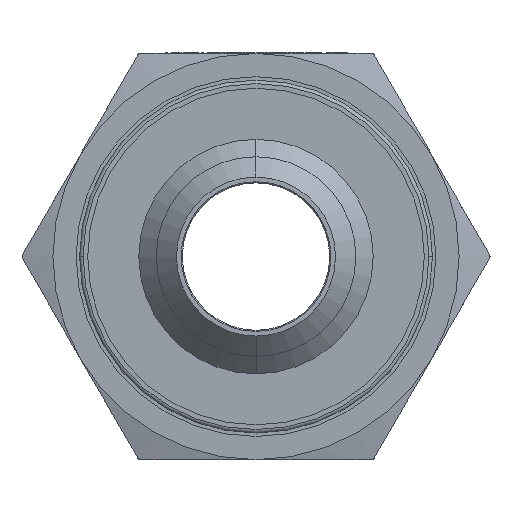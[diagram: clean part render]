
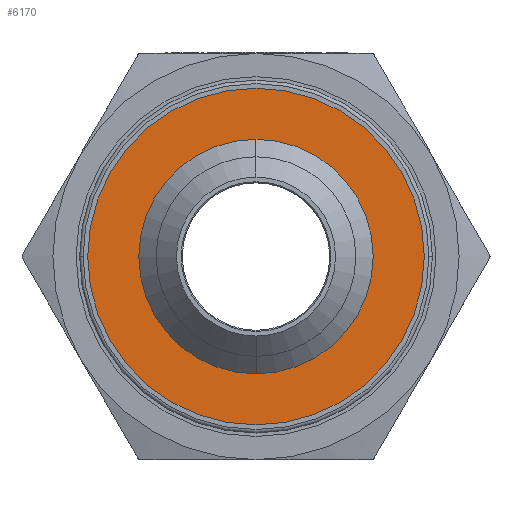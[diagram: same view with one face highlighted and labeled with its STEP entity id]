
A CAD part, left-side view. The second image highlights one B-rep face of the part: STEP entity #6170.
In plain terms, the highlighted planar face has unit normal (-1, 0, 0).
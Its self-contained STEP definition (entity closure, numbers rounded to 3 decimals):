
#48 = DIRECTION ( 'NONE',  ( 1., 0., 0. ) ) ;
#297 = EDGE_CURVE ( 'NONE', #8010, #2035, #4127, .T. ) ;
#550 = DIRECTION ( 'NONE',  ( 1., 0., 0. ) ) ;
#1079 = EDGE_CURVE ( 'NONE', #2959, #1366, #14298, .T. ) ;
#1366 = VERTEX_POINT ( 'NONE', #2527 ) ;
#1566 = CARTESIAN_POINT ( 'NONE',  ( -7.35, 0., 14.5 ) ) ;
#1695 = CARTESIAN_POINT ( 'NONE',  ( -7.35, 0., 0. ) ) ;
#1718 = ORIENTED_EDGE ( 'NONE', *, *, #1079, .T. ) ;
#2034 = CARTESIAN_POINT ( 'NONE',  ( -7.35, 0., 10.1 ) ) ;
#2035 = VERTEX_POINT ( 'NONE', #2034 ) ;
#2093 = DIRECTION ( 'NONE',  ( 0., 0., 1. ) ) ;
#2527 = CARTESIAN_POINT ( 'NONE',  ( -7.35, 0., -14.5 ) ) ;
#2959 = VERTEX_POINT ( 'NONE', #1566 ) ;
#3453 = EDGE_CURVE ( 'NONE', #2035, #8010, #9131, .T. ) ;
#4127 = CIRCLE ( 'NONE', #6113, 10.1 ) ;
#4496 = DIRECTION ( 'NONE',  ( 0., 0., 1. ) ) ;
#4703 = AXIS2_PLACEMENT_3D ( 'NONE', #9706, #9752, #2093 ) ;
#4895 = DIRECTION ( 'NONE',  ( 1., 0., 0. ) ) ;
#5670 = PLANE ( 'NONE',  #13680 ) ;
#6113 = AXIS2_PLACEMENT_3D ( 'NONE', #11292, #4895, #12507 ) ;
#6170 = ADVANCED_FACE ( 'NONE', ( #9660, #7669 ), #5670, .F. ) ;
#6820 = ORIENTED_EDGE ( 'NONE', *, *, #297, .T. ) ;
#7520 = AXIS2_PLACEMENT_3D ( 'NONE', #16142, #48, #11489 ) ;
#7669 = FACE_OUTER_BOUND ( 'NONE', #11785, .T. ) ;
#8010 = VERTEX_POINT ( 'NONE', #12246 ) ;
#8379 = CIRCLE ( 'NONE', #15354, 14.5 ) ;
#9131 = CIRCLE ( 'NONE', #7520, 10.1 ) ;
#9660 = FACE_BOUND ( 'NONE', #16343, .T. ) ;
#9706 = CARTESIAN_POINT ( 'NONE',  ( -7.35, 0., 0. ) ) ;
#9752 = DIRECTION ( 'NONE',  ( -1., 0., 0. ) ) ;
#9950 = EDGE_CURVE ( 'NONE', #1366, #2959, #8379, .T. ) ;
#10927 = CARTESIAN_POINT ( 'NONE',  ( -7.35, 0., 0. ) ) ;
#11292 = CARTESIAN_POINT ( 'NONE',  ( -7.35, 0., 0. ) ) ;
#11489 = DIRECTION ( 'NONE',  ( 0., 0., 1. ) ) ;
#11785 = EDGE_LOOP ( 'NONE', ( #1718, #13500 ) ) ;
#11939 = DIRECTION ( 'NONE',  ( 0., 1., 0. ) ) ;
#12246 = CARTESIAN_POINT ( 'NONE',  ( -7.35, 0., -10.1 ) ) ;
#12507 = DIRECTION ( 'NONE',  ( 0., 0., 1. ) ) ;
#13500 = ORIENTED_EDGE ( 'NONE', *, *, #9950, .T. ) ;
#13680 = AXIS2_PLACEMENT_3D ( 'NONE', #1695, #550, #11939 ) ;
#13720 = ORIENTED_EDGE ( 'NONE', *, *, #3453, .T. ) ;
#14298 = CIRCLE ( 'NONE', #4703, 14.5 ) ;
#14782 = DIRECTION ( 'NONE',  ( -1., 0., 0. ) ) ;
#15354 = AXIS2_PLACEMENT_3D ( 'NONE', #10927, #14782, #4496 ) ;
#16142 = CARTESIAN_POINT ( 'NONE',  ( -7.35, 0., 0. ) ) ;
#16343 = EDGE_LOOP ( 'NONE', ( #13720, #6820 ) ) ;
